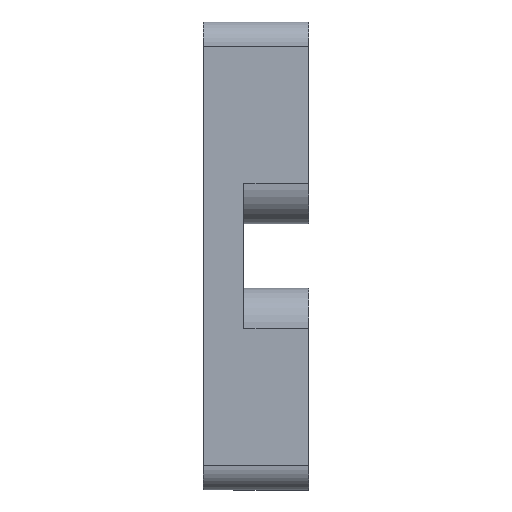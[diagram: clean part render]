
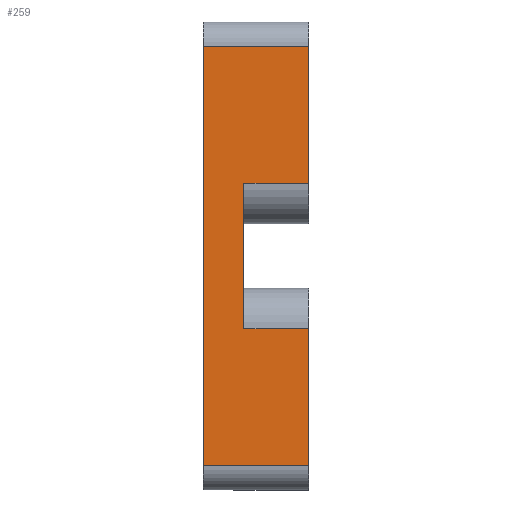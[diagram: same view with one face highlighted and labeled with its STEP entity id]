
A CAD part, front view. The second image highlights one B-rep face of the part: STEP entity #259.
In plain terms, the highlighted planar face has unit normal (0, -1, 0).
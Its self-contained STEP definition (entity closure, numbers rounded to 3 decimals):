
#38 = ORIENTED_EDGE ( 'NONE', *, *, #1348, .F. ) ;
#40 = PLANE ( 'NONE',  #989 ) ;
#69 = LINE ( 'NONE', #1240, #299 ) ;
#97 = EDGE_CURVE ( 'NONE', #1214, #1788, #1929, .T. ) ;
#140 = VERTEX_POINT ( 'NONE', #1179 ) ;
#158 = CARTESIAN_POINT ( 'NONE',  ( 13., 0., -3. ) ) ;
#165 = EDGE_CURVE ( 'NONE', #1214, #462, #1484, .T. ) ;
#177 = LINE ( 'NONE', #763, #1508 ) ;
#188 = CARTESIAN_POINT ( 'NONE',  ( 5., 0., -37.8 ) ) ;
#197 = CARTESIAN_POINT ( 'NONE',  ( 13., 0., -54.7 ) ) ;
#210 = DIRECTION ( 'NONE',  ( -1., 0., 0. ) ) ;
#223 = DIRECTION ( 'NONE',  ( 0., 0., 1. ) ) ;
#230 = EDGE_CURVE ( 'NONE', #767, #140, #69, .T. ) ;
#259 = ADVANCED_FACE ( 'NONE', ( #1094 ), #40, .F. ) ;
#289 = ORIENTED_EDGE ( 'NONE', *, *, #97, .F. ) ;
#299 = VECTOR ( 'NONE', #1267, 1000. ) ;
#383 = VECTOR ( 'NONE', #1661, 1000. ) ;
#407 = VECTOR ( 'NONE', #1261, 1000. ) ;
#462 = VERTEX_POINT ( 'NONE', #581 ) ;
#483 = LINE ( 'NONE', #1514, #383 ) ;
#509 = CARTESIAN_POINT ( 'NONE',  ( 5., 0., -3. ) ) ;
#524 = LINE ( 'NONE', #1111, #1466 ) ;
#576 = DIRECTION ( 'NONE',  ( 0., 0., -1. ) ) ;
#581 = CARTESIAN_POINT ( 'NONE',  ( 0., 0., -3. ) ) ;
#648 = DIRECTION ( 'NONE',  ( 0., 1., 0. ) ) ;
#658 = ORIENTED_EDGE ( 'NONE', *, *, #1433, .T. ) ;
#690 = VECTOR ( 'NONE', #758, 1000. ) ;
#716 = VERTEX_POINT ( 'NONE', #1803 ) ;
#747 = CARTESIAN_POINT ( 'NONE',  ( 5., 0., -3. ) ) ;
#758 = DIRECTION ( 'NONE',  ( 0., 0., -1. ) ) ;
#759 = ORIENTED_EDGE ( 'NONE', *, *, #1456, .F. ) ;
#763 = CARTESIAN_POINT ( 'NONE',  ( 13., 0., -19.9 ) ) ;
#767 = VERTEX_POINT ( 'NONE', #197 ) ;
#865 = ORIENTED_EDGE ( 'NONE', *, *, #230, .F. ) ;
#989 = AXIS2_PLACEMENT_3D ( 'NONE', #509, #648, #223 ) ;
#991 = ORIENTED_EDGE ( 'NONE', *, *, #1631, .T. ) ;
#1094 = FACE_OUTER_BOUND ( 'NONE', #1266, .T. ) ;
#1111 = CARTESIAN_POINT ( 'NONE',  ( 13., 0., -54.7 ) ) ;
#1179 = CARTESIAN_POINT ( 'NONE',  ( 0., 0., -54.7 ) ) ;
#1214 = VERTEX_POINT ( 'NONE', #158 ) ;
#1215 = CARTESIAN_POINT ( 'NONE',  ( 13., 0., -3. ) ) ;
#1221 = CARTESIAN_POINT ( 'NONE',  ( 13., 0., -19.9 ) ) ;
#1240 = CARTESIAN_POINT ( 'NONE',  ( 5., 0., -54.7 ) ) ;
#1256 = VERTEX_POINT ( 'NONE', #1855 ) ;
#1261 = DIRECTION ( 'NONE',  ( -1., 0., 0. ) ) ;
#1266 = EDGE_LOOP ( 'NONE', ( #991, #865, #759, #658, #38, #1799, #289, #1875 ) ) ;
#1267 = DIRECTION ( 'NONE',  ( -1., 0., 0. ) ) ;
#1348 = EDGE_CURVE ( 'NONE', #716, #1694, #1738, .T. ) ;
#1433 = EDGE_CURVE ( 'NONE', #1256, #1694, #1441, .T. ) ;
#1441 = LINE ( 'NONE', #1885, #407 ) ;
#1456 = EDGE_CURVE ( 'NONE', #1256, #767, #524, .T. ) ;
#1466 = VECTOR ( 'NONE', #576, 1000. ) ;
#1484 = LINE ( 'NONE', #747, #1692 ) ;
#1508 = VECTOR ( 'NONE', #210, 1000. ) ;
#1514 = CARTESIAN_POINT ( 'NONE',  ( 0., 0., -3. ) ) ;
#1540 = VECTOR ( 'NONE', #1745, 1000. ) ;
#1585 = CARTESIAN_POINT ( 'NONE',  ( 5., 0., -3. ) ) ;
#1631 = EDGE_CURVE ( 'NONE', #462, #140, #483, .T. ) ;
#1661 = DIRECTION ( 'NONE',  ( 0., 0., -1. ) ) ;
#1692 = VECTOR ( 'NONE', #1791, 1000. ) ;
#1694 = VERTEX_POINT ( 'NONE', #188 ) ;
#1738 = LINE ( 'NONE', #1585, #1540 ) ;
#1739 = EDGE_CURVE ( 'NONE', #1788, #716, #177, .T. ) ;
#1745 = DIRECTION ( 'NONE',  ( 0., 0., -1. ) ) ;
#1788 = VERTEX_POINT ( 'NONE', #1221 ) ;
#1791 = DIRECTION ( 'NONE',  ( -1., 0., 0. ) ) ;
#1799 = ORIENTED_EDGE ( 'NONE', *, *, #1739, .F. ) ;
#1803 = CARTESIAN_POINT ( 'NONE',  ( 5., 0., -19.9 ) ) ;
#1855 = CARTESIAN_POINT ( 'NONE',  ( 13., 0., -37.8 ) ) ;
#1875 = ORIENTED_EDGE ( 'NONE', *, *, #165, .T. ) ;
#1885 = CARTESIAN_POINT ( 'NONE',  ( 13., 0., -37.8 ) ) ;
#1929 = LINE ( 'NONE', #1215, #690 ) ;
